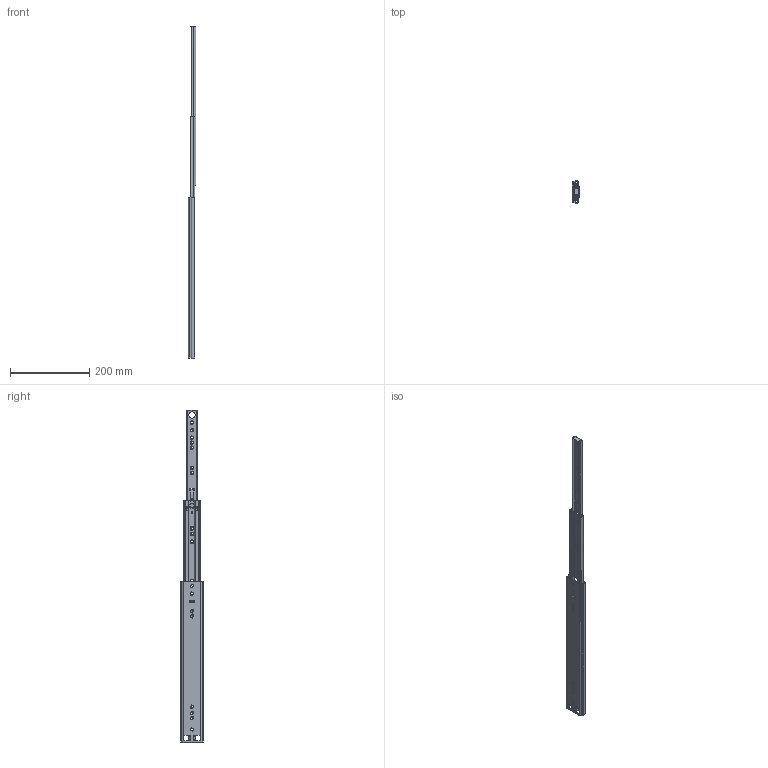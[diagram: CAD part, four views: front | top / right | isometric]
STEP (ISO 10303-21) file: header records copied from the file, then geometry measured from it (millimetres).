
FILE_DESCRIPTION (( 'STEP AP214' ), '1' );
FILE_NAME ('FR_5609_0406mm_16inch_open.STEP', '2022-10-12T11:23:42', ( '' ), ( '' ), 'SwSTEP 2.0', 'SolidWorks 2020', '' );
FILE_SCHEMA (( 'AUTOMOTIVE_DESIGN' ));
Length unit declared in the file: millimetre
Products named in the file (11): 5609.XXX-03.T055_NL 16; 5609 TRIGGER; 5609 MIDDLE STOP; 5210 RIVET_5050 Trigger Rivet; 5609.XXX-01.T055_NL 16; 5609.XXX-02.T055_NL 16; FR_5609_0406mm_16inch_open; FR5609 DETENT
Assembly tree (10 placements, depth 3):
  FR_5609_0406mm_16inch_open
    5609.XXX-01.T055_NL 16
      5609.XXX-01.T055_NL 16
      FR5609 DETENT
    5609.XXX-03.T055_NL 16
      5609.XXX-03.T055_NL 16
      5609 TRIGGER
      5210 RIVET_5050 Trigger Rivet
    5609.XXX-02.T055_NL 16
      5609.XXX-02.T055_NL 16
      5609 MIDDLE STOP
Bounding box: 19.1 x 55.98 x 838.2 mm (x, y, z)
Volume: 149962.3 mm3; surface area: 180437.5 mm2
Topology: 7 solids, 7 shells, 1214 faces, 3394 edges, 2187 vertices
Faces by surface type: cylinder 624, plane 430, cone 142, torus 14, bspline 4
Entity records: 41755 total; most frequent: CARTESIAN_POINT 9977, ORIENTED_EDGE 6780, DIRECTION 6549, EDGE_CURVE 3390, AXIS2_PLACEMENT_3D 2448, VERTEX_POINT 2187, VECTOR 1653, LINE 1653
